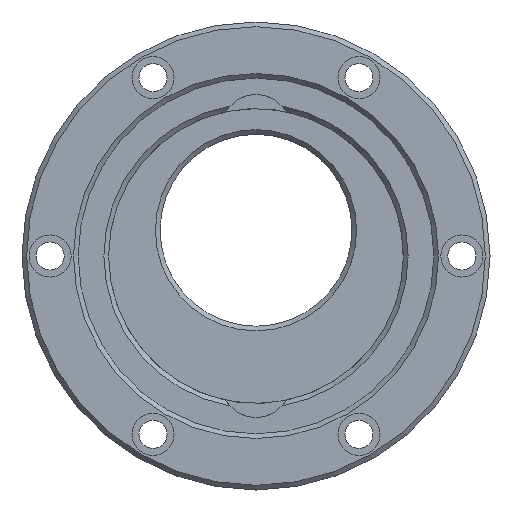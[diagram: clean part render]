
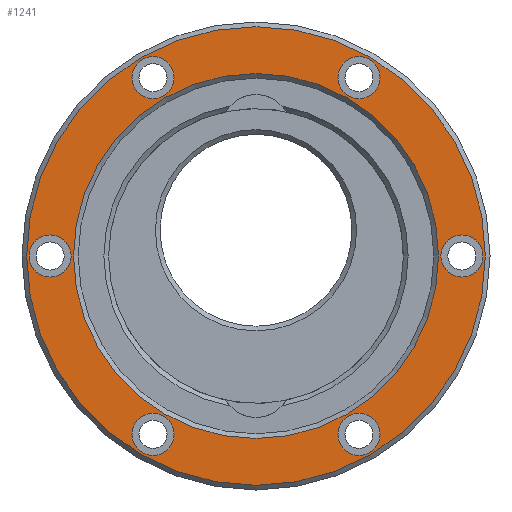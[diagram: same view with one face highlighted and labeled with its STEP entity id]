
A CAD part, front view. The second image highlights one B-rep face of the part: STEP entity #1241.
In plain terms, the highlighted planar face has unit normal (0, -1, 0).
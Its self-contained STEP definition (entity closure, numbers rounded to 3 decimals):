
#19=FACE_BOUND('',#152,.T.);
#20=FACE_BOUND('',#153,.T.);
#21=FACE_BOUND('',#154,.T.);
#22=FACE_BOUND('',#155,.T.);
#23=FACE_BOUND('',#156,.T.);
#24=FACE_BOUND('',#157,.T.);
#25=FACE_BOUND('',#158,.T.);
#44=PLANE('',#1336);
#74=FACE_OUTER_BOUND('',#151,.T.);
#151=EDGE_LOOP('',(#820));
#152=EDGE_LOOP('',(#821));
#153=EDGE_LOOP('',(#822));
#154=EDGE_LOOP('',(#823));
#155=EDGE_LOOP('',(#824));
#156=EDGE_LOOP('',(#825));
#157=EDGE_LOOP('',(#826));
#158=EDGE_LOOP('',(#827));
#254=CIRCLE('',#1335,49.);
#255=CIRCLE('',#1337,39.);
#256=CIRCLE('',#1338,4.5);
#257=CIRCLE('',#1339,4.5);
#258=CIRCLE('',#1340,4.5);
#259=CIRCLE('',#1341,4.5);
#260=CIRCLE('',#1342,4.5);
#261=CIRCLE('',#1343,4.5);
#503=VERTEX_POINT('',#2007);
#504=VERTEX_POINT('',#2011);
#505=VERTEX_POINT('',#2013);
#506=VERTEX_POINT('',#2015);
#507=VERTEX_POINT('',#2017);
#508=VERTEX_POINT('',#2019);
#509=VERTEX_POINT('',#2021);
#510=VERTEX_POINT('',#2023);
#629=EDGE_CURVE('',#503,#503,#254,.T.);
#630=EDGE_CURVE('',#504,#504,#255,.T.);
#631=EDGE_CURVE('',#505,#505,#256,.T.);
#632=EDGE_CURVE('',#506,#506,#257,.T.);
#633=EDGE_CURVE('',#507,#507,#258,.T.);
#634=EDGE_CURVE('',#508,#508,#259,.T.);
#635=EDGE_CURVE('',#509,#509,#260,.T.);
#636=EDGE_CURVE('',#510,#510,#261,.T.);
#820=ORIENTED_EDGE('',*,*,#629,.F.);
#821=ORIENTED_EDGE('',*,*,#630,.F.);
#822=ORIENTED_EDGE('',*,*,#631,.T.);
#823=ORIENTED_EDGE('',*,*,#632,.T.);
#824=ORIENTED_EDGE('',*,*,#633,.T.);
#825=ORIENTED_EDGE('',*,*,#634,.T.);
#826=ORIENTED_EDGE('',*,*,#635,.T.);
#827=ORIENTED_EDGE('',*,*,#636,.T.);
#1241=ADVANCED_FACE('',(#74,#19,#20,#21,#22,#23,#24,#25),#44,.F.);
#1335=AXIS2_PLACEMENT_3D('',#2009,#1545,#1546);
#1336=AXIS2_PLACEMENT_3D('',#2010,#1547,#1548);
#1337=AXIS2_PLACEMENT_3D('',#2012,#1549,#1550);
#1338=AXIS2_PLACEMENT_3D('',#2014,#1551,#1552);
#1339=AXIS2_PLACEMENT_3D('',#2016,#1553,#1554);
#1340=AXIS2_PLACEMENT_3D('',#2018,#1555,#1556);
#1341=AXIS2_PLACEMENT_3D('',#2020,#1557,#1558);
#1342=AXIS2_PLACEMENT_3D('',#2022,#1559,#1560);
#1343=AXIS2_PLACEMENT_3D('',#2024,#1561,#1562);
#1545=DIRECTION('center_axis',(0.,1.,0.));
#1546=DIRECTION('ref_axis',(1.,0.,0.));
#1547=DIRECTION('center_axis',(0.,1.,0.));
#1548=DIRECTION('ref_axis',(1.,0.,0.));
#1549=DIRECTION('center_axis',(0.,-1.,0.));
#1550=DIRECTION('ref_axis',(1.,0.,0.));
#1551=DIRECTION('center_axis',(0.,1.,0.));
#1552=DIRECTION('ref_axis',(1.,0.,0.));
#1553=DIRECTION('center_axis',(0.,1.,0.));
#1554=DIRECTION('ref_axis',(1.,0.,0.));
#1555=DIRECTION('center_axis',(0.,1.,0.));
#1556=DIRECTION('ref_axis',(1.,0.,0.));
#1557=DIRECTION('center_axis',(0.,1.,0.));
#1558=DIRECTION('ref_axis',(1.,0.,0.));
#1559=DIRECTION('center_axis',(0.,1.,0.));
#1560=DIRECTION('ref_axis',(1.,0.,0.));
#1561=DIRECTION('center_axis',(0.,1.,0.));
#1562=DIRECTION('ref_axis',(1.,0.,0.));
#2007=CARTESIAN_POINT('',(-49.,0.,0.));
#2009=CARTESIAN_POINT('Origin',(0.,0.,0.));
#2010=CARTESIAN_POINT('Origin',(0.,0.,0.));
#2011=CARTESIAN_POINT('',(-39.,0.,0.));
#2012=CARTESIAN_POINT('Origin',(0.,0.,0.));
#2013=CARTESIAN_POINT('',(-26.5,0.,-38.105));
#2014=CARTESIAN_POINT('Origin',(-22.,0.,-38.105));
#2015=CARTESIAN_POINT('',(-26.5,0.,38.105));
#2016=CARTESIAN_POINT('Origin',(-22.,0.,38.105));
#2017=CARTESIAN_POINT('',(17.5,0.,-38.105));
#2018=CARTESIAN_POINT('Origin',(22.,0.,-38.105));
#2019=CARTESIAN_POINT('',(-48.5,0.,0.));
#2020=CARTESIAN_POINT('Origin',(-44.,0.,0.));
#2021=CARTESIAN_POINT('',(17.5,0.,38.105));
#2022=CARTESIAN_POINT('Origin',(22.,0.,38.105));
#2023=CARTESIAN_POINT('',(39.5,0.,0.));
#2024=CARTESIAN_POINT('Origin',(44.,0.,0.));
